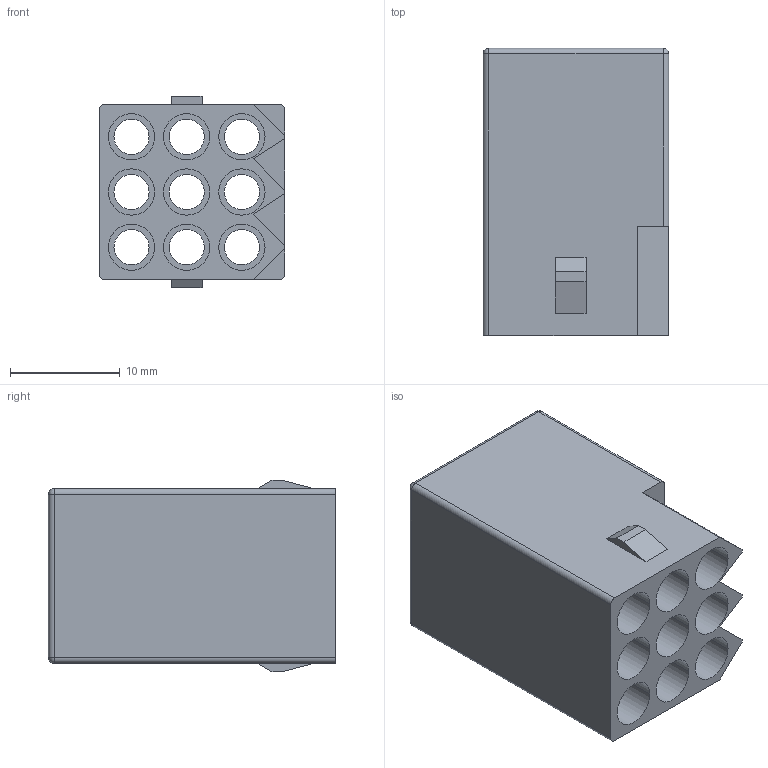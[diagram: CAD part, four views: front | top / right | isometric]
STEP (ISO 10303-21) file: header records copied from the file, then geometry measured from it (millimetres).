
FILE_DESCRIPTION((''),'2;1');
FILE_NAME('003091094','2014-06-06T',('me'),(''),'PRO/ENGINEER BY PARAMETRIC TECHNOLOGY CORPORATION, 2011490','PRO/ENGINEER BY PARAMETRIC TECHNOLOGY CORPORATION, 2011490','');
FILE_SCHEMA(('CONFIG_CONTROL_DESIGN'));
Length unit declared in the file: inch
Products named in the file (1): 003091094
Bounding box: 16.92 x 26.16 x 17.45 mm (x, y, z)
Volume: 3571.1 mm3; surface area: 5211.1 mm2
Topology: 1 solids, 1 shells, 110 faces, 385 edges, 430 vertices
Faces by surface type: cylinder 62, plane 44, sphere 4
Entity records: 3894 total; most frequent: DIRECTION 731, CARTESIAN_POINT 660, ORIENTED_EDGE 504, VECTOR 261, LINE 261, EDGE_CURVE 252, AXIS2_PLACEMENT_3D 235, VERTEX_POINT 164
